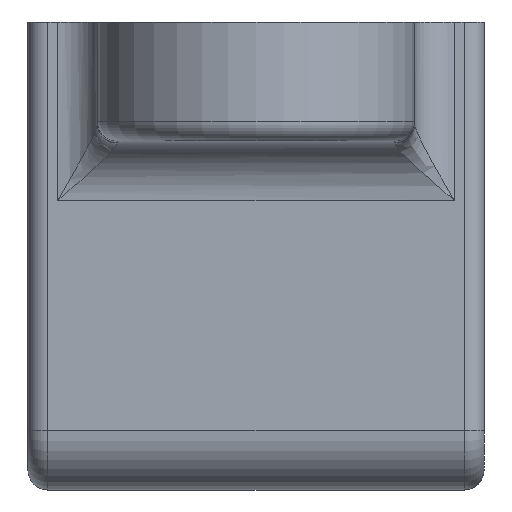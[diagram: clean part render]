
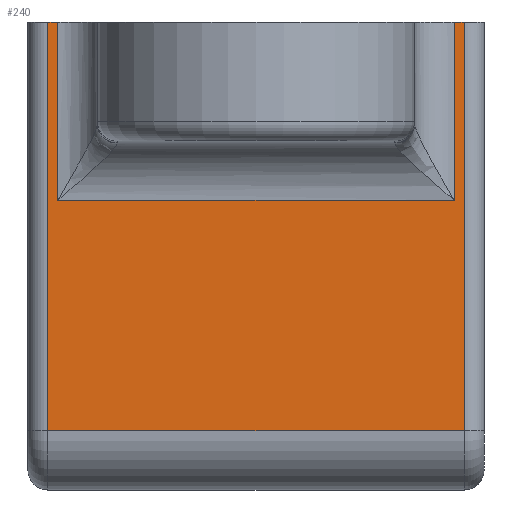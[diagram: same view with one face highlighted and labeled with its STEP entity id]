
A CAD part, left-side view. The second image highlights one B-rep face of the part: STEP entity #240.
In plain terms, the highlighted planar face has unit normal (-1, 0, 0).
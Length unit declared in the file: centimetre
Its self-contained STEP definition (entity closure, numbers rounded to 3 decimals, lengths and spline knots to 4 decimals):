
#4 = EDGE_CURVE ( 'NONE', #2020, #23, #445, .T. ) ;
#16 = PLANE ( 'NONE',  #1031 ) ;
#17 = ORIENTED_EDGE ( 'NONE', *, *, #756, .F. ) ;
#23 = VERTEX_POINT ( 'NONE', #485 ) ;
#34 = DIRECTION ( 'NONE',  ( 0., -1., 0. ) ) ;
#64 = VECTOR ( 'NONE', #412, 100. ) ;
#66 = CARTESIAN_POINT ( 'NONE',  ( -0.78, 1.1, 0.5 ) ) ;
#114 = ORIENTED_EDGE ( 'NONE', *, *, #2029, .T. ) ;
#217 = ORIENTED_EDGE ( 'NONE', *, *, #606, .T. ) ;
#226 = VECTOR ( 'NONE', #1051, 100. ) ;
#240 = ADVANCED_FACE ( 'NONE', ( #720 ), #16, .F. ) ;
#245 = EDGE_CURVE ( 'NONE', #1919, #1757, #1758, .T. ) ;
#277 = VECTOR ( 'NONE', #34, 100. ) ;
#373 = LINE ( 'NONE', #1165, #998 ) ;
#398 = CARTESIAN_POINT ( 'NONE',  ( -0.78, 0.05, 0.5 ) ) ;
#400 = ORIENTED_EDGE ( 'NONE', *, *, #1800, .T. ) ;
#412 = DIRECTION ( 'NONE',  ( 0., -1., 0. ) ) ;
#426 = LINE ( 'NONE', #66, #870 ) ;
#445 = LINE ( 'NONE', #494, #1115 ) ;
#485 = CARTESIAN_POINT ( 'NONE',  ( -0.78, 0.05, 0.5 ) ) ;
#494 = CARTESIAN_POINT ( 'NONE',  ( -0.78, 1.15, 0.5 ) ) ;
#541 = DIRECTION ( 'NONE',  ( 0., 0., 1. ) ) ;
#559 = CARTESIAN_POINT ( 'NONE',  ( -0.78, 1.15, 0.5 ) ) ;
#564 = CARTESIAN_POINT ( 'NONE',  ( -0.78, 0.975, 0.05 ) ) ;
#571 = DIRECTION ( 'NONE',  ( 1., 0., 0. ) ) ;
#606 = EDGE_CURVE ( 'NONE', #1093, #1919, #426, .T. ) ;
#615 = EDGE_CURVE ( 'NONE', #1757, #23, #1734, .T. ) ;
#669 = DIRECTION ( 'NONE',  ( 0., -1., 0. ) ) ;
#720 = FACE_OUTER_BOUND ( 'NONE', #958, .T. ) ;
#750 = LINE ( 'NONE', #759, #64 ) ;
#756 = EDGE_CURVE ( 'NONE', #1093, #1752, #750, .T. ) ;
#759 = CARTESIAN_POINT ( 'NONE',  ( -0.78, 1.15, 0.5 ) ) ;
#776 = CARTESIAN_POINT ( 'NONE',  ( -0.78, 0.075, 0.05 ) ) ;
#839 = ORIENTED_EDGE ( 'NONE', *, *, #1089, .T. ) ;
#870 = VECTOR ( 'NONE', #1379, 100. ) ;
#886 = VERTEX_POINT ( 'NONE', #1106 ) ;
#958 = EDGE_LOOP ( 'NONE', ( #2005, #1575, #2033, #400, #114, #839, #17, #217 ) ) ;
#998 = VECTOR ( 'NONE', #1474, 100. ) ;
#1031 = AXIS2_PLACEMENT_3D ( 'NONE', #559, #571, #1849 ) ;
#1051 = DIRECTION ( 'NONE',  ( 0., 1., 0. ) ) ;
#1089 = EDGE_CURVE ( 'NONE', #1285, #1752, #373, .T. ) ;
#1093 = VERTEX_POINT ( 'NONE', #1961 ) ;
#1106 = CARTESIAN_POINT ( 'NONE',  ( -0.78, 0.075, 0.05 ) ) ;
#1115 = VECTOR ( 'NONE', #669, 100. ) ;
#1165 = CARTESIAN_POINT ( 'NONE',  ( -0.78, 1.075, 0.5 ) ) ;
#1285 = VERTEX_POINT ( 'NONE', #1674 ) ;
#1379 = DIRECTION ( 'NONE',  ( 0., 0., -1. ) ) ;
#1433 = VECTOR ( 'NONE', #1749, 100. ) ;
#1443 = CARTESIAN_POINT ( 'NONE',  ( -0.78, 0.05, -0.53 ) ) ;
#1453 = LINE ( 'NONE', #776, #1433 ) ;
#1474 = DIRECTION ( 'NONE',  ( 0., 0., 1. ) ) ;
#1523 = LINE ( 'NONE', #564, #226 ) ;
#1532 = CARTESIAN_POINT ( 'NONE',  ( -0.78, 0.075, 0.5 ) ) ;
#1575 = ORIENTED_EDGE ( 'NONE', *, *, #615, .T. ) ;
#1674 = CARTESIAN_POINT ( 'NONE',  ( -0.78, 1.075, 0.05 ) ) ;
#1683 = VECTOR ( 'NONE', #541, 100. ) ;
#1734 = LINE ( 'NONE', #398, #1683 ) ;
#1749 = DIRECTION ( 'NONE',  ( 0., 0., -1. ) ) ;
#1752 = VERTEX_POINT ( 'NONE', #1907 ) ;
#1757 = VERTEX_POINT ( 'NONE', #1443 ) ;
#1758 = LINE ( 'NONE', #1888, #277 ) ;
#1800 = EDGE_CURVE ( 'NONE', #2020, #886, #1453, .T. ) ;
#1849 = DIRECTION ( 'NONE',  ( 0., 0., -1. ) ) ;
#1888 = CARTESIAN_POINT ( 'NONE',  ( -0.78, 1.15, -0.53 ) ) ;
#1907 = CARTESIAN_POINT ( 'NONE',  ( -0.78, 1.075, 0.5 ) ) ;
#1919 = VERTEX_POINT ( 'NONE', #2015 ) ;
#1961 = CARTESIAN_POINT ( 'NONE',  ( -0.78, 1.1, 0.5 ) ) ;
#2005 = ORIENTED_EDGE ( 'NONE', *, *, #245, .T. ) ;
#2015 = CARTESIAN_POINT ( 'NONE',  ( -0.78, 1.1, -0.53 ) ) ;
#2020 = VERTEX_POINT ( 'NONE', #1532 ) ;
#2029 = EDGE_CURVE ( 'NONE', #886, #1285, #1523, .T. ) ;
#2033 = ORIENTED_EDGE ( 'NONE', *, *, #4, .F. ) ;
